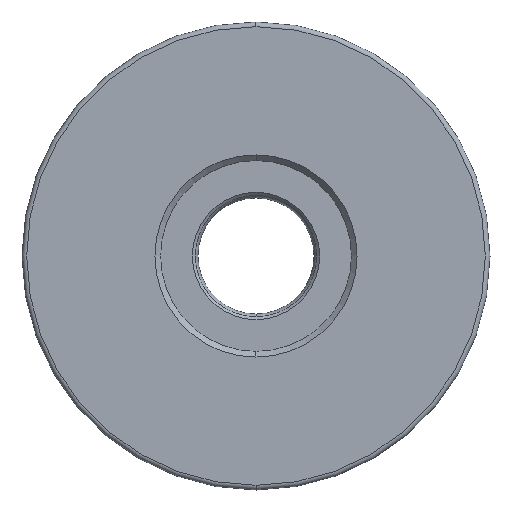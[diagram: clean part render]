
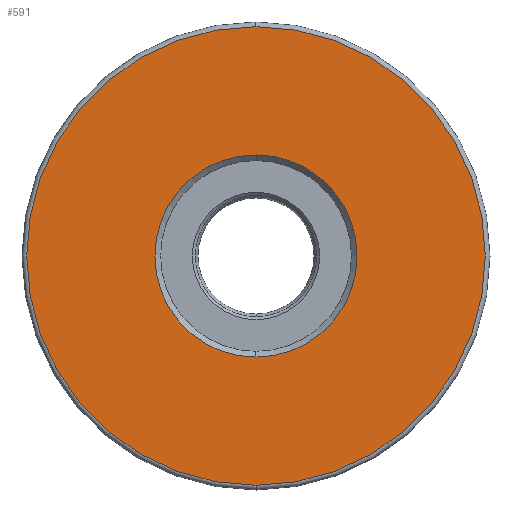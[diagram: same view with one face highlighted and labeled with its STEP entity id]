
A CAD part, front view. The second image highlights one B-rep face of the part: STEP entity #591.
In plain terms, the highlighted planar face has unit normal (0, -1, 0).
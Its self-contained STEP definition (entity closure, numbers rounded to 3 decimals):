
#1 = CIRCLE ( 'NONE', #274, 5.4 ) ;
#4 = VERTEX_POINT ( 'NONE', #6 ) ;
#6 = CARTESIAN_POINT ( 'NONE',  ( -4.682, -3.595, 37.25 ) ) ;
#30 = FACE_OUTER_BOUND ( 'NONE', #148, .T. ) ;
#98 = CIRCLE ( 'NONE', #221, 5.4 ) ;
#145 = DIRECTION ( 'NONE',  ( 0., 1., 0. ) ) ;
#148 = EDGE_LOOP ( 'NONE', ( #165, #541 ) ) ;
#165 = ORIENTED_EDGE ( 'NONE', *, *, #327, .T. ) ;
#192 = CARTESIAN_POINT ( 'NONE',  ( -4.682, -3.595, 12.75 ) ) ;
#198 = DIRECTION ( 'NONE',  ( 0., 1., 0. ) ) ;
#221 = AXIS2_PLACEMENT_3D ( 'NONE', #272, #198, #586 ) ;
#241 = DIRECTION ( 'NONE',  ( 0., 0., 1. ) ) ;
#254 = ORIENTED_EDGE ( 'NONE', *, *, #471, .T. ) ;
#272 = CARTESIAN_POINT ( 'NONE',  ( -4.682, -3.595, 25. ) ) ;
#274 = AXIS2_PLACEMENT_3D ( 'NONE', #419, #145, #481 ) ;
#283 = CARTESIAN_POINT ( 'NONE',  ( -4.682, -3.595, 25. ) ) ;
#297 = CARTESIAN_POINT ( 'NONE',  ( -4.682, -3.595, 25. ) ) ;
#327 = EDGE_CURVE ( 'NONE', #4, #564, #574, .T. ) ;
#354 = AXIS2_PLACEMENT_3D ( 'NONE', #297, #572, #241 ) ;
#361 = DIRECTION ( 'NONE',  ( 0., 1., 0. ) ) ;
#367 = EDGE_LOOP ( 'NONE', ( #254, #656 ) ) ;
#377 = DIRECTION ( 'NONE',  ( 0., 0., 1. ) ) ;
#419 = CARTESIAN_POINT ( 'NONE',  ( -4.682, -3.595, 25. ) ) ;
#460 = VERTEX_POINT ( 'NONE', #676 ) ;
#469 = FACE_BOUND ( 'NONE', #367, .T. ) ;
#471 = EDGE_CURVE ( 'NONE', #460, #553, #98, .T. ) ;
#481 = DIRECTION ( 'NONE',  ( 0., 0., 1. ) ) ;
#511 = DIRECTION ( 'NONE',  ( 0., 0., 1. ) ) ;
#518 = CARTESIAN_POINT ( 'NONE',  ( -4.682, -3.595, 30.4 ) ) ;
#541 = ORIENTED_EDGE ( 'NONE', *, *, #569, .T. ) ;
#553 = VERTEX_POINT ( 'NONE', #518 ) ;
#564 = VERTEX_POINT ( 'NONE', #192 ) ;
#567 = DIRECTION ( 'NONE',  ( 0., -1., 0. ) ) ;
#569 = EDGE_CURVE ( 'NONE', #564, #4, #594, .T. ) ;
#572 = DIRECTION ( 'NONE',  ( 0., -1., 0. ) ) ;
#574 = CIRCLE ( 'NONE', #685, 12.25 ) ;
#586 = DIRECTION ( 'NONE',  ( 0., 0., 1. ) ) ;
#591 = ADVANCED_FACE ( 'NONE', ( #30, #469 ), #691, .F. ) ;
#594 = CIRCLE ( 'NONE', #354, 12.25 ) ;
#626 = EDGE_CURVE ( 'NONE', #553, #460, #1, .T. ) ;
#637 = CARTESIAN_POINT ( 'NONE',  ( -4.682, -3.595, 25. ) ) ;
#652 = AXIS2_PLACEMENT_3D ( 'NONE', #637, #361, #377 ) ;
#656 = ORIENTED_EDGE ( 'NONE', *, *, #626, .T. ) ;
#676 = CARTESIAN_POINT ( 'NONE',  ( -4.682, -3.595, 19.6 ) ) ;
#685 = AXIS2_PLACEMENT_3D ( 'NONE', #283, #567, #511 ) ;
#691 = PLANE ( 'NONE',  #652 ) ;
